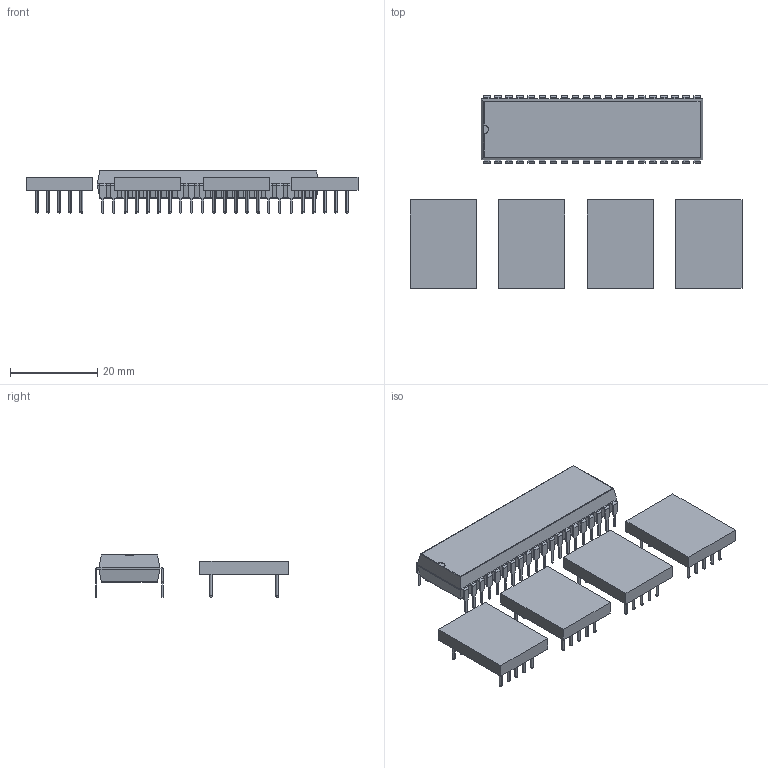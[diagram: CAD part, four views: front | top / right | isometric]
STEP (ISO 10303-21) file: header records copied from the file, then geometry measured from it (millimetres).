
FILE_DESCRIPTION(('PCB Model'),'2;1');
FILE_NAME('PCB-7SEG Project.STEP' ,'2020-12-31T11:30:19',('Jamshid'),('Unspecified'), 'Open CASCADE STEP processor 6.8','Proteus','Unknown');
FILE_SCHEMA(('CONFIG_CONTROL_DESIGN','SHAPE_APPEARANCE_LAYER_MIM'));
Length unit declared in the file: millimetre
Products named in the file (20): Open CASCADE STEP translator 6.8 1; U1; Open CASCADE STEP translator 6.8 1.1.1; Body_1; C1; Open CASCADE STEP translator 6.8 1.2.1; Pin_1; Pin_2; Pin_3; Pin_4; Pin_5; Pin_6; Pin_7; Pin_8; Pin_9; Pin_10; C2; C3; C4
Assembly tree (22 placements, depth 4):
  Open CASCADE STEP translator 6.8 1
    U1
      Open CASCADE STEP translator 6.8 1.1.1
        Body_1
    C1
      Open CASCADE STEP translator 6.8 1.2.1
        Body_1
        Pin_1
        Pin_2
        Pin_3
        Pin_4
        Pin_5
        Pin_6
        Pin_7
        Pin_8
        Pin_9
        Pin_10
    C2
      Open CASCADE STEP translator 6.8 1.2.1
        Body_1
        Pin_1
        Pin_2
        Pin_3
        Pin_4
        Pin_5
        Pin_6
        Pin_7
        Pin_8
        Pin_9
        Pin_10
    C3
      Open CASCADE STEP translator 6.8 1.2.1
        Body_1
        Pin_1
        Pin_2
        Pin_3
        Pin_4
        Pin_5
        Pin_6
        Pin_7
        Pin_8
        Pin_9
        Pin_10
    C4
      Open CASCADE STEP translator 6.8 1.2.1
        Body_1
        Pin_1
        Pin_2
        Pin_3
        Pin_4
        Pin_5
        Pin_6
        Pin_7
        Pin_8
        Pin_9
        Pin_10
Bounding box: 76.2 x 44.28 x 9.83 mm (x, y, z)
Volume: 8193.3 mm3; surface area: 6737 mm2
Topology: 45 solids, 45 shells, 930 faces, 2424 edges, 1424 vertices
Faces by surface type: plane 599, cylinder 171, sphere 160
Entity records: 29246 total; most frequent: CARTESIAN_POINT 4093, ORIENTED_EDGE 3856, DIRECTION 3620, EDGE_CURVE 1928, LINE 1662, VECTOR 1662, VERTEX_POINT 1220, AXIS2_PLACEMENT_3D 979
